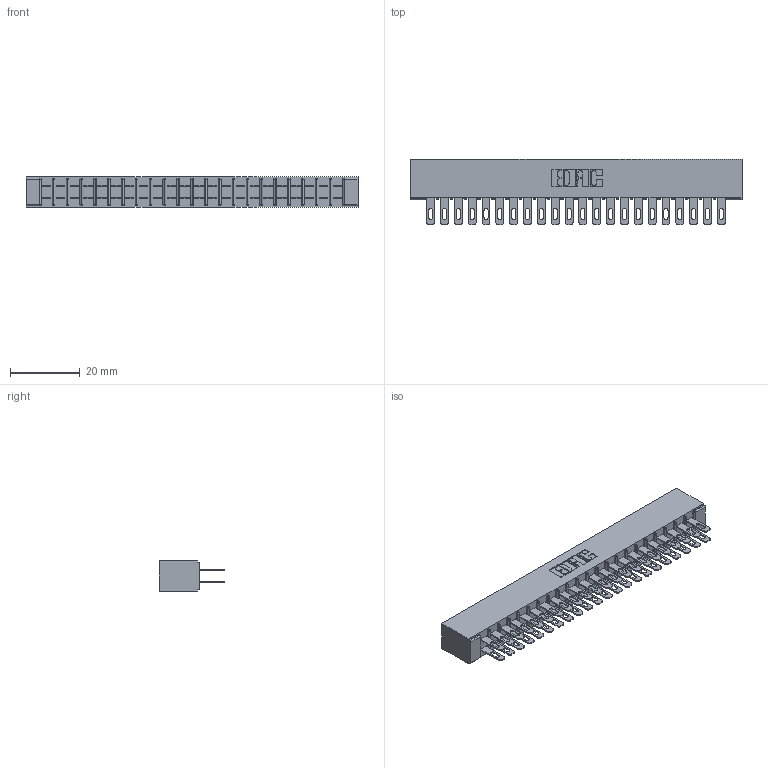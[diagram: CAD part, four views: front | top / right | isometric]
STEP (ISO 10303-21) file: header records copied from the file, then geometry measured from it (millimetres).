
FILE_DESCRIPTION (( 'STEP AP203' ), '1' );
FILE_NAME ('315-044-500-201.STEP', '2019-09-10T17:41:24', ( '' ), ( '' ), 'SwSTEP 2.0', 'SolidWorks 2016', '' );
FILE_SCHEMA (( 'CONFIG_CONTROL_DESIGN' ));
Length unit declared in the file: inch
Products named in the file (3): 305-290-001_500; 305 Part_No Mounting; 315-044-500-201
Assembly tree (45 placements, depth 2):
  315-044-500-201
    305 Part_No Mounting
    305-290-001_500  x44
Bounding box: 95.05 x 18.85 x 8.71 mm (x, y, z)
Volume: 6291.6 mm3; surface area: 13210.1 mm2
Topology: 45 solids, 45 shells, 2308 faces, 6606 edges, 4284 vertices
Faces by surface type: plane 1296, cylinder 924, sphere 88
Entity records: 25999 total; most frequent: CARTESIAN_POINT 4300, ORIENTED_EDGE 4264, DIRECTION 4176, EDGE_CURVE 2132, LINE 1704, VECTOR 1704, VERTEX_POINT 1360, AXIS2_PLACEMENT_3D 1236
